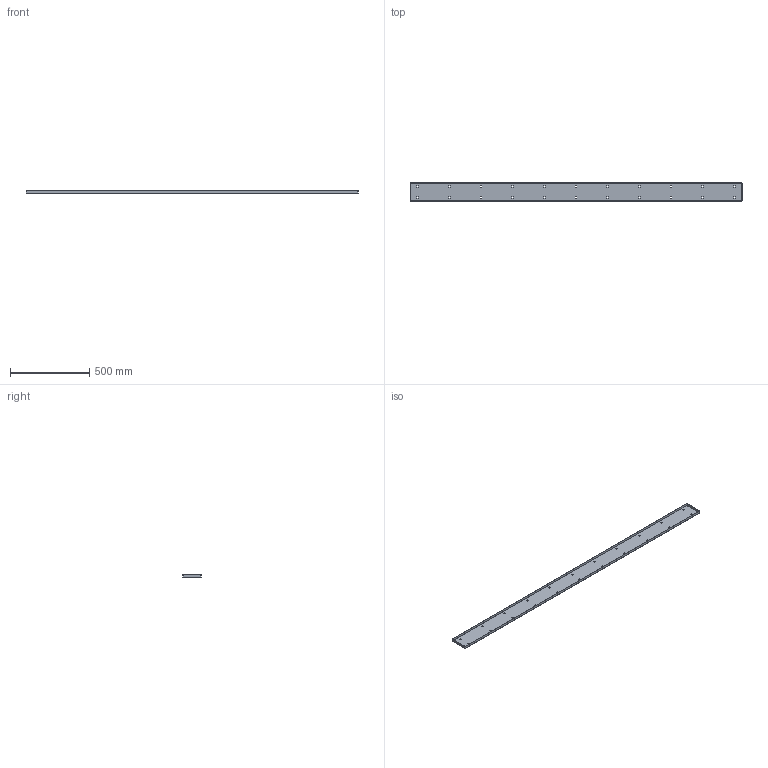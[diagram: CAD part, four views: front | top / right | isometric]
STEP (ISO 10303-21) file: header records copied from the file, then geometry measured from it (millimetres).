
FILE_DESCRIPTION (( 'STEP AP203' ), '1' );
FILE_NAME ('QB09C387.step', '2011-02-18T06:15:07', ( 'User' ), ( 'DKC' ), 'SwSTEP 2.0', 'SolidWorks 2010', '' );
FILE_SCHEMA (( 'CONFIG_CONTROL_DESIGN' ));
Length unit declared in the file: millimetre
Products named in the file (1): QB09C387
Bounding box: 2097 x 115 x 16.5 mm (x, y, z)
Volume: 456143.3 mm3; surface area: 616190.9 mm2
Topology: 1 solids, 1 shells, 130 faces, 356 edges, 228 vertices
Faces by surface type: plane 122, cylinder 8
Entity records: 4181 total; most frequent: CARTESIAN_POINT 715, ORIENTED_EDGE 712, DIRECTION 638, EDGE_CURVE 356, LINE 336, VECTOR 336, VERTEX_POINT 228, EDGE_LOOP 174
